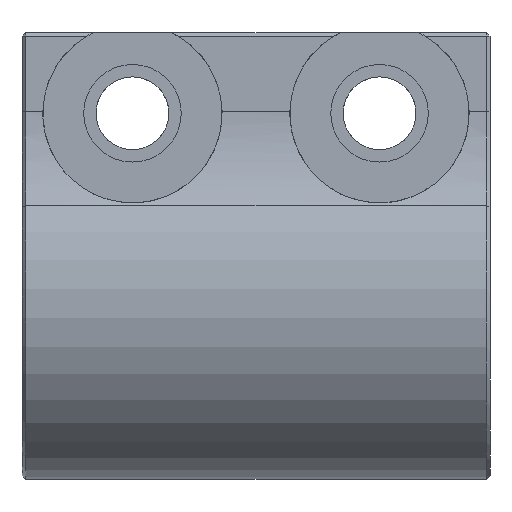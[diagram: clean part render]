
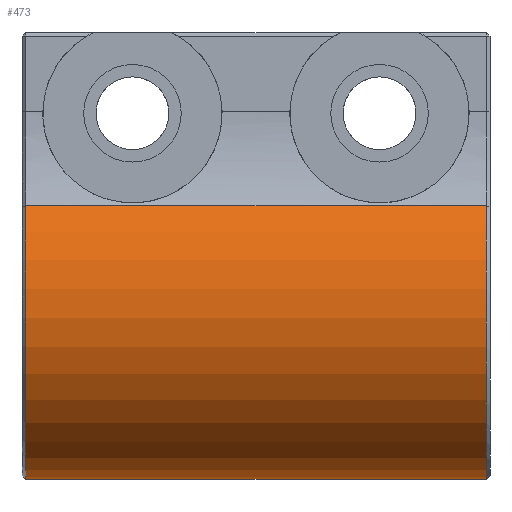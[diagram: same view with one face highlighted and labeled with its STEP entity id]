
A CAD part, left-side view. The second image highlights one B-rep face of the part: STEP entity #473.
In plain terms, the highlighted cylindrical face has radius 6.35 mm (diameter 12.7 mm), a partial arc.
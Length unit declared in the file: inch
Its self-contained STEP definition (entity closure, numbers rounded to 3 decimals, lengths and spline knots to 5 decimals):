
#11 = CARTESIAN_POINT ( 'NONE',  ( 0., 0.6525, -0.25 ) ) ;
#13 = LINE ( 'NONE', #11, #848 ) ;
#76 = CARTESIAN_POINT ( 'NONE',  ( 0., 0.005, 0. ) ) ;
#91 = FACE_OUTER_BOUND ( 'NONE', #1465, .T. ) ;
#95 = CARTESIAN_POINT ( 'NONE',  ( 0., 0.6475, 0. ) ) ;
#102 = VERTEX_POINT ( 'NONE', #1838 ) ;
#107 = EDGE_CURVE ( 'NONE', #1523, #1238, #694, .T. ) ;
#125 = DIRECTION ( 'NONE',  ( 0., 1., 0. ) ) ;
#225 = VERTEX_POINT ( 'NONE', #1852 ) ;
#229 = DIRECTION ( 'NONE',  ( 0., 0., 1. ) ) ;
#251 = DIRECTION ( 'NONE',  ( 0., 0., 1. ) ) ;
#274 = VECTOR ( 'NONE', #125, 39.37008 ) ;
#366 = ORIENTED_EDGE ( 'NONE', *, *, #2017, .T. ) ;
#430 = CARTESIAN_POINT ( 'NONE',  ( 0., 0.6525, 0. ) ) ;
#473 = ADVANCED_FACE ( 'NONE', ( #91 ), #1612, .T. ) ;
#481 = DIRECTION ( 'NONE',  ( 0., -1., 0. ) ) ;
#522 = ORIENTED_EDGE ( 'NONE', *, *, #673, .T. ) ;
#523 = AXIS2_PLACEMENT_3D ( 'NONE', #76, #1170, #229 ) ;
#673 = EDGE_CURVE ( 'NONE', #225, #102, #13, .T. ) ;
#688 = CARTESIAN_POINT ( 'NONE',  ( -0.2125, 0.6475, 0.1317 ) ) ;
#694 = LINE ( 'NONE', #761, #274 ) ;
#761 = CARTESIAN_POINT ( 'NONE',  ( -0.2125, 0.6525, 0.1317 ) ) ;
#848 = VECTOR ( 'NONE', #481, 39.37008 ) ;
#854 = AXIS2_PLACEMENT_3D ( 'NONE', #430, #1045, #1355 ) ;
#855 = ORIENTED_EDGE ( 'NONE', *, *, #1291, .T. ) ;
#894 = CIRCLE ( 'NONE', #1798, 0.25 ) ;
#1045 = DIRECTION ( 'NONE',  ( 0., -1., 0. ) ) ;
#1170 = DIRECTION ( 'NONE',  ( 0., 1., 0. ) ) ;
#1186 = DIRECTION ( 'NONE',  ( 0., -1., 0. ) ) ;
#1238 = VERTEX_POINT ( 'NONE', #688 ) ;
#1291 = EDGE_CURVE ( 'NONE', #102, #1523, #1998, .T. ) ;
#1310 = CARTESIAN_POINT ( 'NONE',  ( -0.2125, 0.005, 0.1317 ) ) ;
#1355 = DIRECTION ( 'NONE',  ( 0., 0., -1. ) ) ;
#1465 = EDGE_LOOP ( 'NONE', ( #366, #522, #855, #1866 ) ) ;
#1523 = VERTEX_POINT ( 'NONE', #1310 ) ;
#1612 = CYLINDRICAL_SURFACE ( 'NONE', #854, 0.25 ) ;
#1798 = AXIS2_PLACEMENT_3D ( 'NONE', #95, #1186, #251 ) ;
#1838 = CARTESIAN_POINT ( 'NONE',  ( 0., 0.005, -0.25 ) ) ;
#1852 = CARTESIAN_POINT ( 'NONE',  ( 0., 0.6475, -0.25 ) ) ;
#1866 = ORIENTED_EDGE ( 'NONE', *, *, #107, .T. ) ;
#1998 = CIRCLE ( 'NONE', #523, 0.25 ) ;
#2017 = EDGE_CURVE ( 'NONE', #1238, #225, #894, .T. ) ;
